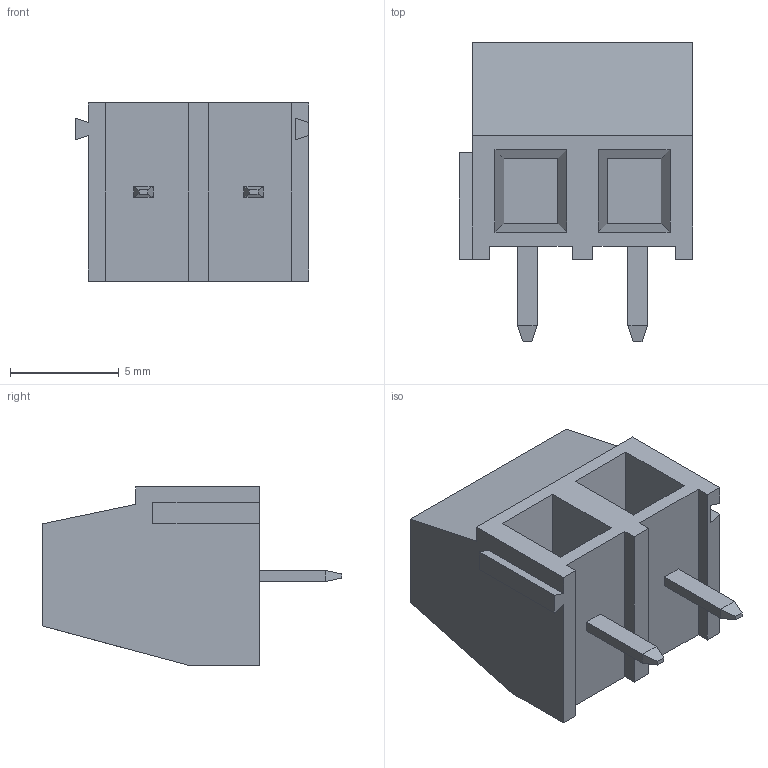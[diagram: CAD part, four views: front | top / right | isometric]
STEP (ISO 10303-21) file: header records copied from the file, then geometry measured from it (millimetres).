
FILE_DESCRIPTION (( 'STEP AP214' ), '1' );
FILE_NAME ('282837-2.STEP', '2020-04-24T09:42:21', ( '' ), ( '' ), 'SwSTEP 2.0', 'SolidWorks 2017', '' );
FILE_SCHEMA (( 'AUTOMOTIVE_DESIGN' ));
Length unit declared in the file: millimetre
Products named in the file (1): 282837-2
Bounding box: 10.76 x 13.8 x 8.2 mm (x, y, z)
Volume: 598.2 mm3; surface area: 732.5 mm2
Topology: 5 solids, 5 shells, 110 faces, 277 edges, 182 vertices
Faces by surface type: plane 100, cylinder 10
Entity records: 3331 total; most frequent: CARTESIAN_POINT 570, ORIENTED_EDGE 554, DIRECTION 543, EDGE_CURVE 277, VECTOR 233, LINE 233, VERTEX_POINT 182, AXIS2_PLACEMENT_3D 155
